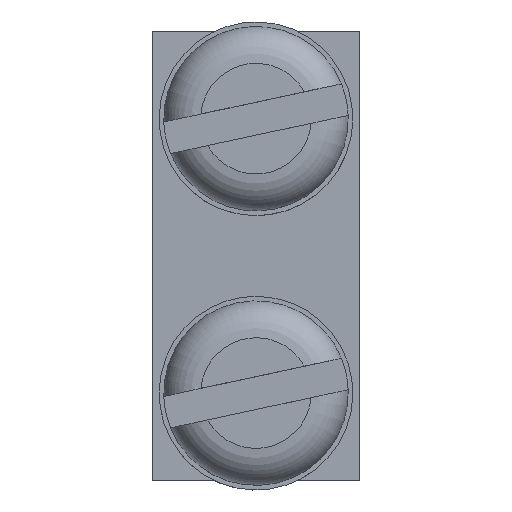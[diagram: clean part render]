
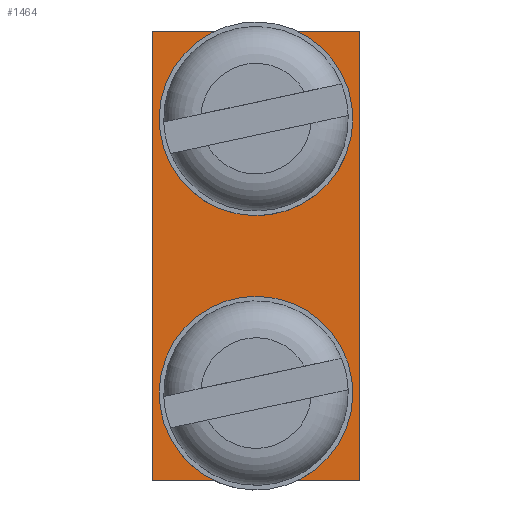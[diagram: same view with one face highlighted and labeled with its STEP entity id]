
A CAD part, top view. The second image highlights one B-rep face of the part: STEP entity #1464.
In plain terms, the highlighted planar face has unit normal (0, 0, 1).
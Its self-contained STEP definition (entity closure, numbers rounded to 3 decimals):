
#16 = VECTOR ( 'NONE', #455, 1000. ) ;
#181 = EDGE_CURVE ( 'NONE', #471, #1864, #349, .T. ) ;
#208 = CARTESIAN_POINT ( 'NONE',  ( -14.549, 2.193, 10.35 ) ) ;
#220 = EDGE_CURVE ( 'NONE', #1665, #471, #768, .T. ) ;
#253 = FACE_OUTER_BOUND ( 'NONE', #1322, .T. ) ;
#259 = CARTESIAN_POINT ( 'NONE',  ( -18.049, 4.093, 10.35 ) ) ;
#268 = CARTESIAN_POINT ( 'NONE',  ( -15.799, -3.757, 10.35 ) ) ;
#349 = LINE ( 'NONE', #1038, #1070 ) ;
#373 = EDGE_CURVE ( 'NONE', #2071, #2071, #536, .T. ) ;
#436 = FACE_BOUND ( 'NONE', #565, .T. ) ;
#455 = DIRECTION ( 'NONE',  ( 0., -1., 0. ) ) ;
#471 = VERTEX_POINT ( 'NONE', #868 ) ;
#515 = ORIENTED_EDGE ( 'NONE', *, *, #373, .F. ) ;
#536 = CIRCLE ( 'NONE', #2188, 1.25 ) ;
#565 = EDGE_LOOP ( 'NONE', ( #515 ) ) ;
#593 = PLANE ( 'NONE',  #2069 ) ;
#686 = AXIS2_PLACEMENT_3D ( 'NONE', #1705, #719, #1212 ) ;
#719 = DIRECTION ( 'NONE',  ( 0., 0., 1. ) ) ;
#743 = VERTEX_POINT ( 'NONE', #2145 ) ;
#768 = LINE ( 'NONE', #948, #1032 ) ;
#791 = DIRECTION ( 'NONE',  ( 0., -1., 0. ) ) ;
#825 = EDGE_CURVE ( 'NONE', #1907, #1907, #2162, .T. ) ;
#827 = ORIENTED_EDGE ( 'NONE', *, *, #220, .T. ) ;
#868 = CARTESIAN_POINT ( 'NONE',  ( -18.049, -5.657, 10.35 ) ) ;
#903 = EDGE_CURVE ( 'NONE', #1665, #743, #1074, .T. ) ;
#927 = DIRECTION ( 'NONE',  ( 0., 0., 1. ) ) ;
#948 = CARTESIAN_POINT ( 'NONE',  ( -18.049, 4.093, 10.35 ) ) ;
#987 = EDGE_LOOP ( 'NONE', ( #2146 ) ) ;
#989 = EDGE_CURVE ( 'NONE', #743, #1864, #1495, .T. ) ;
#999 = CARTESIAN_POINT ( 'NONE',  ( -13.549, 4.093, 10.35 ) ) ;
#1032 = VECTOR ( 'NONE', #791, 1000. ) ;
#1038 = CARTESIAN_POINT ( 'NONE',  ( -18.049, -5.657, 10.35 ) ) ;
#1053 = CARTESIAN_POINT ( 'NONE',  ( -14.549, -3.757, 10.35 ) ) ;
#1070 = VECTOR ( 'NONE', #1379, 1000. ) ;
#1074 = LINE ( 'NONE', #259, #1538 ) ;
#1116 = DIRECTION ( 'NONE',  ( 1., 0., 0. ) ) ;
#1212 = DIRECTION ( 'NONE',  ( 1., 0., 0. ) ) ;
#1322 = EDGE_LOOP ( 'NONE', ( #1904, #1713, #2098, #827 ) ) ;
#1326 = CARTESIAN_POINT ( 'NONE',  ( -18.049, 4.093, 10.35 ) ) ;
#1378 = DIRECTION ( 'NONE',  ( 0., 0., -1. ) ) ;
#1379 = DIRECTION ( 'NONE',  ( 1., 0., 0. ) ) ;
#1464 = ADVANCED_FACE ( 'NONE', ( #1958, #436, #253 ), #593, .F. ) ;
#1495 = LINE ( 'NONE', #999, #16 ) ;
#1518 = CARTESIAN_POINT ( 'NONE',  ( -18.049, 4.093, 10.35 ) ) ;
#1538 = VECTOR ( 'NONE', #1116, 1000. ) ;
#1594 = CARTESIAN_POINT ( 'NONE',  ( -13.549, -5.657, 10.35 ) ) ;
#1665 = VERTEX_POINT ( 'NONE', #1326 ) ;
#1705 = CARTESIAN_POINT ( 'NONE',  ( -15.799, 2.193, 10.35 ) ) ;
#1713 = ORIENTED_EDGE ( 'NONE', *, *, #989, .F. ) ;
#1864 = VERTEX_POINT ( 'NONE', #1594 ) ;
#1904 = ORIENTED_EDGE ( 'NONE', *, *, #181, .T. ) ;
#1907 = VERTEX_POINT ( 'NONE', #208 ) ;
#1951 = DIRECTION ( 'NONE',  ( 1., 0., 0. ) ) ;
#1958 = FACE_BOUND ( 'NONE', #987, .T. ) ;
#2069 = AXIS2_PLACEMENT_3D ( 'NONE', #1518, #1378, #2134 ) ;
#2071 = VERTEX_POINT ( 'NONE', #1053 ) ;
#2098 = ORIENTED_EDGE ( 'NONE', *, *, #903, .F. ) ;
#2134 = DIRECTION ( 'NONE',  ( -1., 0., 0. ) ) ;
#2145 = CARTESIAN_POINT ( 'NONE',  ( -13.549, 4.093, 10.35 ) ) ;
#2146 = ORIENTED_EDGE ( 'NONE', *, *, #825, .F. ) ;
#2162 = CIRCLE ( 'NONE', #686, 1.25 ) ;
#2188 = AXIS2_PLACEMENT_3D ( 'NONE', #268, #927, #1951 ) ;
